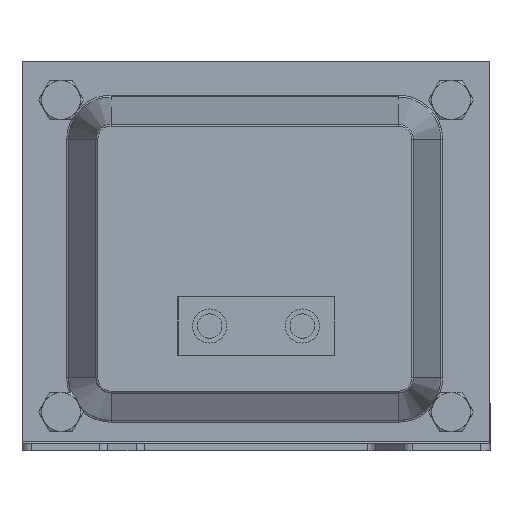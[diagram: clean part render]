
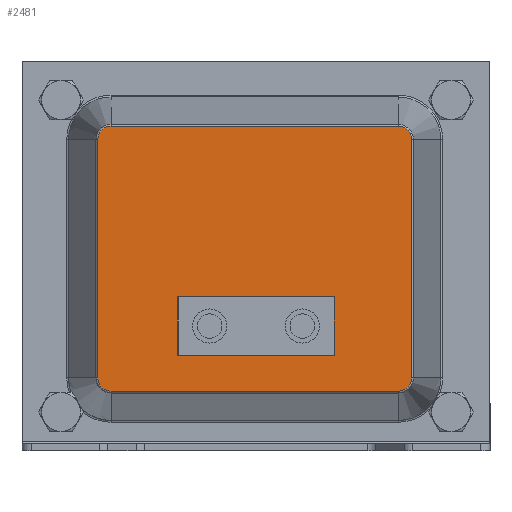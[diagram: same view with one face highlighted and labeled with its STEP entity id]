
A CAD part, front view. The second image highlights one B-rep face of the part: STEP entity #2481.
In plain terms, the highlighted face is planar.
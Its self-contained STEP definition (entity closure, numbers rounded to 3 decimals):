
#114=FACE_BOUND('',#444,.T.);
#196=PLANE('',#2856);
#300=FACE_OUTER_BOUND('',#443,.T.);
#443=EDGE_LOOP('',(#1844,#1845,#1846,#1847,#1848,#1849,#1850,#1851));
#444=EDGE_LOOP('',(#1852,#1853,#1854,#1855));
#612=LINE('',#3878,#810);
#616=LINE('',#3886,#814);
#619=LINE('',#3892,#817);
#622=LINE('',#3897,#820);
#644=LINE('',#3977,#842);
#646=LINE('',#3997,#844);
#649=LINE('',#4004,#847);
#651=LINE('',#4019,#849);
#810=VECTOR('',#3141,10.);
#814=VECTOR('',#3147,10.);
#817=VECTOR('',#3152,10.);
#820=VECTOR('',#3157,10.);
#842=VECTOR('',#3241,10.);
#844=VECTOR('',#3265,10.);
#847=VECTOR('',#3272,10.);
#849=VECTOR('',#3292,10.);
#1006=CIRCLE('',#2831,2.728);
#1010=CIRCLE('',#2836,2.728);
#1014=CIRCLE('',#2843,2.728);
#1018=CIRCLE('',#2848,2.728);
#1114=VERTEX_POINT('',#3876);
#1115=VERTEX_POINT('',#3877);
#1118=VERTEX_POINT('',#3885);
#1120=VERTEX_POINT('',#3891);
#1147=VERTEX_POINT('',#3974);
#1148=VERTEX_POINT('',#3976);
#1151=VERTEX_POINT('',#3983);
#1152=VERTEX_POINT('',#3988);
#1155=VERTEX_POINT('',#3995);
#1156=VERTEX_POINT('',#4000);
#1159=VERTEX_POINT('',#4007);
#1160=VERTEX_POINT('',#4012);
#1342=EDGE_CURVE('',#1114,#1115,#612,.T.);
#1346=EDGE_CURVE('',#1118,#1114,#616,.T.);
#1349=EDGE_CURVE('',#1120,#1118,#619,.T.);
#1352=EDGE_CURVE('',#1115,#1120,#622,.T.);
#1391=EDGE_CURVE('',#1147,#1148,#644,.T.);
#1395=EDGE_CURVE('',#1151,#1147,#1006,.T.);
#1399=EDGE_CURVE('',#1148,#1152,#1010,.T.);
#1401=EDGE_CURVE('',#1155,#1151,#646,.T.);
#1405=EDGE_CURVE('',#1152,#1156,#649,.T.);
#1407=EDGE_CURVE('',#1159,#1155,#1014,.T.);
#1411=EDGE_CURVE('',#1156,#1160,#1018,.T.);
#1413=EDGE_CURVE('',#1160,#1159,#651,.T.);
#1844=ORIENTED_EDGE('',*,*,#1391,.F.);
#1845=ORIENTED_EDGE('',*,*,#1395,.F.);
#1846=ORIENTED_EDGE('',*,*,#1401,.F.);
#1847=ORIENTED_EDGE('',*,*,#1407,.F.);
#1848=ORIENTED_EDGE('',*,*,#1413,.F.);
#1849=ORIENTED_EDGE('',*,*,#1411,.F.);
#1850=ORIENTED_EDGE('',*,*,#1405,.F.);
#1851=ORIENTED_EDGE('',*,*,#1399,.F.);
#1852=ORIENTED_EDGE('',*,*,#1342,.T.);
#1853=ORIENTED_EDGE('',*,*,#1352,.T.);
#1854=ORIENTED_EDGE('',*,*,#1349,.T.);
#1855=ORIENTED_EDGE('',*,*,#1346,.T.);
#2481=ADVANCED_FACE('',(#300,#114),#196,.T.);
#2831=AXIS2_PLACEMENT_3D('',#3985,#3249,#3250);
#2836=AXIS2_PLACEMENT_3D('',#3992,#3259,#3260);
#2843=AXIS2_PLACEMENT_3D('',#4009,#3277,#3278);
#2848=AXIS2_PLACEMENT_3D('',#4016,#3287,#3288);
#2856=AXIS2_PLACEMENT_3D('',#4038,#3312,#3313);
#3141=DIRECTION('',(0.,0.,-1.));
#3147=DIRECTION('',(-1.,0.,0.));
#3152=DIRECTION('',(0.,0.,1.));
#3157=DIRECTION('',(1.,0.,0.));
#3241=DIRECTION('',(1.,0.,0.));
#3249=DIRECTION('center_axis',(0.,-1.,0.));
#3250=DIRECTION('ref_axis',(-0.707,0.,-0.707));
#3259=DIRECTION('center_axis',(0.,-1.,0.));
#3260=DIRECTION('ref_axis',(0.707,0.,-0.707));
#3265=DIRECTION('',(0.,0.,-1.));
#3272=DIRECTION('',(0.,0.,1.));
#3277=DIRECTION('center_axis',(0.,-1.,0.));
#3278=DIRECTION('ref_axis',(-0.707,0.,0.707));
#3287=DIRECTION('center_axis',(0.,-1.,0.));
#3288=DIRECTION('ref_axis',(0.707,0.,0.707));
#3292=DIRECTION('',(-1.,0.,0.));
#3312=DIRECTION('center_axis',(0.,1.,0.));
#3313=DIRECTION('ref_axis',(0.,0.,1.));
#3876=CARTESIAN_POINT('',(-31.631,34.,64.));
#3877=CARTESIAN_POINT('',(-31.631,34.,32.));
#3878=CARTESIAN_POINT('',(-31.631,34.,56.136));
#3885=CARTESIAN_POINT('',(-19.631,34.,64.));
#3886=CARTESIAN_POINT('',(-29.541,34.,64.));
#3891=CARTESIAN_POINT('',(-19.631,34.,32.));
#3892=CARTESIAN_POINT('',(-19.631,34.,40.136));
#3897=CARTESIAN_POINT('',(-35.541,34.,32.));
#3974=CARTESIAN_POINT('',(-63.903,34.,16.091));
#3976=CARTESIAN_POINT('',(-14.999,34.,16.091));
#3977=CARTESIAN_POINT('',(-27.225,34.,16.091));
#3983=CARTESIAN_POINT('',(-66.631,34.,18.819));
#3985=CARTESIAN_POINT('Origin',(-63.903,34.,18.819));
#3988=CARTESIAN_POINT('',(-12.27,34.,18.819));
#3992=CARTESIAN_POINT('Origin',(-14.999,34.,18.819));
#3995=CARTESIAN_POINT('',(-66.631,34.,77.723));
#3997=CARTESIAN_POINT('',(-66.631,34.,33.545));
#4000=CARTESIAN_POINT('',(-12.27,34.,77.723));
#4004=CARTESIAN_POINT('',(-12.27,34.,62.997));
#4007=CARTESIAN_POINT('',(-63.903,34.,80.452));
#4009=CARTESIAN_POINT('Origin',(-63.903,34.,77.723));
#4012=CARTESIAN_POINT('',(-14.999,34.,80.452));
#4016=CARTESIAN_POINT('Origin',(-14.999,34.,77.723));
#4019=CARTESIAN_POINT('',(-51.677,34.,80.452));
#4038=CARTESIAN_POINT('Origin',(-39.451,34.,48.271));
